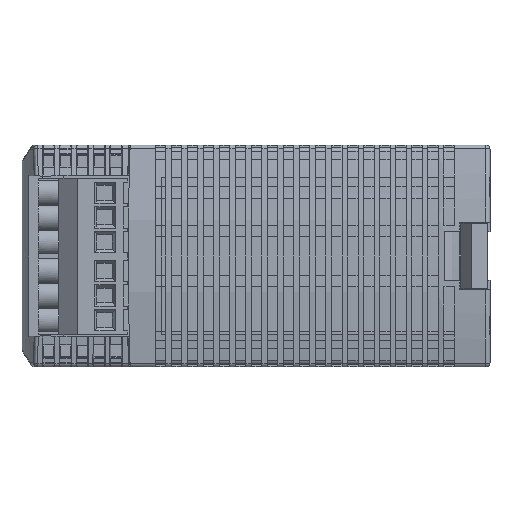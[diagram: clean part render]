
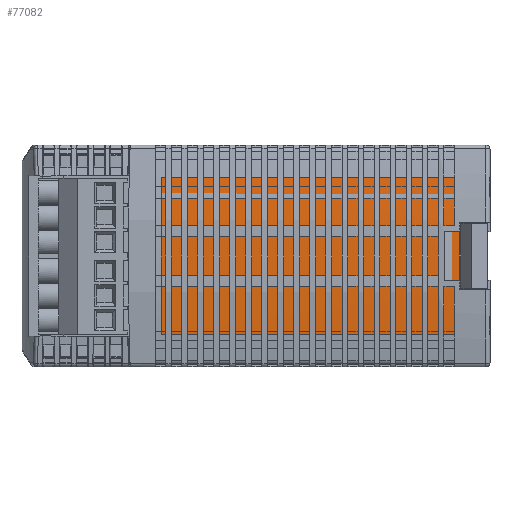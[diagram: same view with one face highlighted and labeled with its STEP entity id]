
A CAD part, left-side view. The second image highlights one B-rep face of the part: STEP entity #77082.
In plain terms, the highlighted cylindrical face has radius 314.358 mm (diameter 628.715 mm), a partial arc.
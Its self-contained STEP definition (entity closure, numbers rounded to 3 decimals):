
#77007=DIRECTION('',(0.,-1.,0.));
#77008=VECTOR('',#77007,79.9);
#77009=CARTESIAN_POINT('',(1.868,80.,-46.038));
#77010=LINE('',#77009,#77008);
#77011=CARTESIAN_POINT('',(315.649,0.1,-27.));
#77012=DIRECTION('',(0.,1.,0.));
#77013=DIRECTION('',(-0.998,0.,-0.061));
#77014=AXIS2_PLACEMENT_3D('',#77011,#77012,#77013);
#77016=DIRECTION('',(0.,1.,0.));
#77017=VECTOR('',#77016,7.2);
#77018=CARTESIAN_POINT('',(1.397,0.1,
-35.164));
#77019=LINE('',#77018,#77017);
#77020=CARTESIAN_POINT('',(315.649,7.3,-27.));
#77021=DIRECTION('',(0.,1.,0.));
#77022=DIRECTION('',(-1.,0.,-0.026));
#77023=AXIS2_PLACEMENT_3D('',#77020,#77021,#77022);
#77025=DIRECTION('',(0.,-1.,0.));
#77026=VECTOR('',#77025,7.2);
#77027=CARTESIAN_POINT('',(1.397,7.3,-18.836));
#77028=LINE('',#77027,#77026);
#77029=CARTESIAN_POINT('',(315.649,0.1,-27.));
#77030=DIRECTION('',(0.,1.,0.));
#77031=DIRECTION('',(-1.,0.,0.026));
#77032=AXIS2_PLACEMENT_3D('',#77029,#77030,#77031);
#77034=DIRECTION('',(0.,1.,0.));
#77035=VECTOR('',#77034,79.9);
#77036=CARTESIAN_POINT('',(1.868,0.1,
-7.962));
#77037=LINE('',#77036,#77035);
#77038=CARTESIAN_POINT('',(315.649,80.,-27.));
#77039=DIRECTION('',(0.,-1.,0.));
#77040=DIRECTION('',(-0.998,0.,0.061));
#77041=AXIS2_PLACEMENT_3D('',#77038,#77039,#77040);
#77043=CARTESIAN_POINT('',(1.868,80.,-46.038));
#77044=CARTESIAN_POINT('',(1.868,0.1,
-46.038));
#77045=VERTEX_POINT('',#77043);
#77046=VERTEX_POINT('',#77044);
#77047=CARTESIAN_POINT('',(1.397,0.1,
-35.164));
#77048=VERTEX_POINT('',#77047);
#77049=CARTESIAN_POINT('',(1.397,7.3,-35.164));
#77050=VERTEX_POINT('',#77049);
#77051=CARTESIAN_POINT('',(1.397,7.3,-18.836));
#77052=VERTEX_POINT('',#77051);
#77053=CARTESIAN_POINT('',(1.397,0.1,
-18.836));
#77054=VERTEX_POINT('',#77053);
#77055=CARTESIAN_POINT('',(1.868,0.1,
-7.962));
#77056=VERTEX_POINT('',#77055);
#77057=CARTESIAN_POINT('',(1.868,80.,-7.962));
#77058=VERTEX_POINT('',#77057);
#77059=CARTESIAN_POINT('',(315.649,-1.498,-27.));
#77060=DIRECTION('',(0.,1.,0.));
#77061=DIRECTION('',(0.,0.,1.));
#77062=AXIS2_PLACEMENT_3D('',#77059,#77060,#77061);
#77063=CYLINDRICAL_SURFACE('',#77062,314.358);
#77065=ORIENTED_EDGE('',*,*,#77064,.T.);
#77067=ORIENTED_EDGE('',*,*,#77066,.T.);
#77069=ORIENTED_EDGE('',*,*,#77068,.T.);
#77071=ORIENTED_EDGE('',*,*,#77070,.T.);
#77073=ORIENTED_EDGE('',*,*,#77072,.T.);
#77075=ORIENTED_EDGE('',*,*,#77074,.T.);
#77077=ORIENTED_EDGE('',*,*,#77076,.T.);
#77079=ORIENTED_EDGE('',*,*,#77078,.T.);
#77080=EDGE_LOOP('',(#77065,#77067,#77069,#77071,#77073,#77075,#77077,#77079));
#77081=FACE_OUTER_BOUND('',#77080,.F.);
#77082=ADVANCED_FACE('',(#77081),#77063,.F.);
#77015=CIRCLE('',#77014,314.358);
#77024=CIRCLE('',#77023,314.358);
#77033=CIRCLE('',#77032,314.358);
#77042=CIRCLE('',#77041,314.358);
#77064=EDGE_CURVE('',#77045,#77046,#77010,.T.);
#77066=EDGE_CURVE('',#77046,#77048,#77015,.T.);
#77068=EDGE_CURVE('',#77048,#77050,#77019,.T.);
#77070=EDGE_CURVE('',#77050,#77052,#77024,.T.);
#77072=EDGE_CURVE('',#77052,#77054,#77028,.T.);
#77074=EDGE_CURVE('',#77054,#77056,#77033,.T.);
#77076=EDGE_CURVE('',#77056,#77058,#77037,.T.);
#77078=EDGE_CURVE('',#77058,#77045,#77042,.T.);
